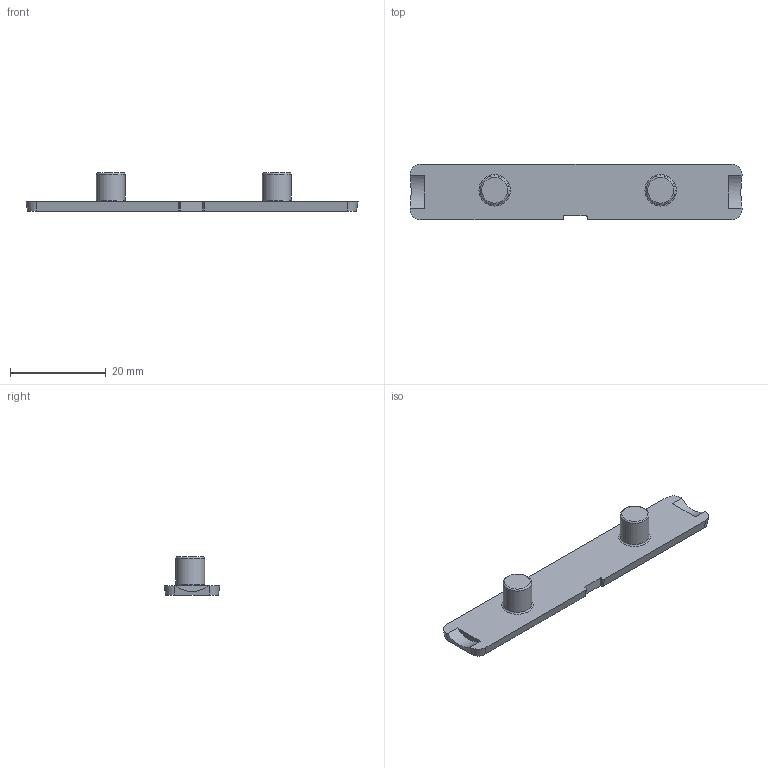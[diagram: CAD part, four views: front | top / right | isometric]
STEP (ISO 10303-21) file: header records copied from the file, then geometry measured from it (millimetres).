
FILE_DESCRIPTION(/* description */ (''),/* implementation_level */ '2;1');
FILE_NAME(/* name */ 'Rear_Cover_120+ v2.step',/* time_stamp */ '2022-05-08T17:01:02+02:00',/* author */ (''),/* organization */ (''),/* preprocessor_version */ 'ST-DEVELOPER v18.1',/* originating_system */ 'Autodesk Translation Framework v10.14.0.1471',/* authorisation */ '');
FILE_SCHEMA (('AUTOMOTIVE_DESIGN { 1 0 10303 214 3 1 1 }'));
Length unit declared in the file: millimetre
Products named in the file (1): Rear_Cover_120+
Bounding box: 69.51 x 11.71 x 8 mm (x, y, z)
Volume: 1862.7 mm3; surface area: 2095.4 mm2
Topology: 1 solids, 1 shells, 30 faces, 76 edges, 50 vertices
Faces by surface type: plane 14, cylinder 8, torus 4, cone 4
Full cylindrical faces by diameter (mm): 6 x2
Entity records: 958 total; most frequent: DIRECTION 172, CARTESIAN_POINT 157, ORIENTED_EDGE 152, EDGE_CURVE 76, AXIS2_PLACEMENT_3D 65, VERTEX_POINT 50, LINE 42, VECTOR 42
